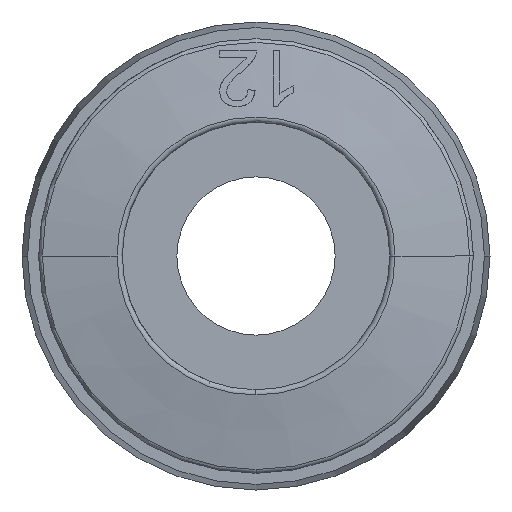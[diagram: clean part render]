
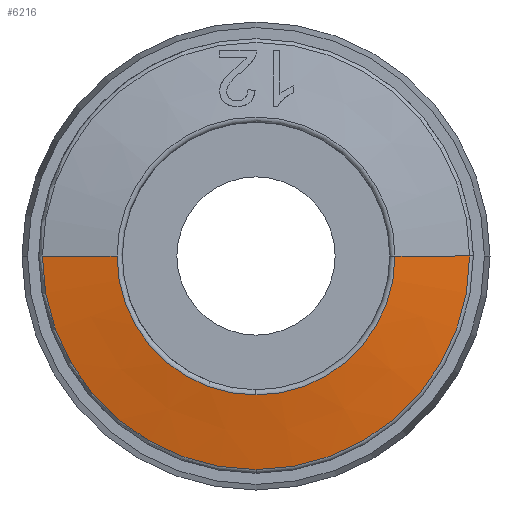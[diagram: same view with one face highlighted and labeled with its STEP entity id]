
A CAD part, left-side view. The second image highlights one B-rep face of the part: STEP entity #6216.
In plain terms, the highlighted conical face has half-angle 80 degrees and reference radius 7.91 mm.
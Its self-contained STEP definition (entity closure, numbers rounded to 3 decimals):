
#5143=CARTESIAN_POINT('',(0.,0.,0.041));
#5144=DIRECTION('',(0.,0.,1.));
#5145=DIRECTION('',(0.,-1.,0.));
#5146=AXIS2_PLACEMENT_3D('',#5143,#5144,#5145);
#5200=CARTESIAN_POINT('',(0.,0.,0.041));
#5201=DIRECTION('',(0.,0.,-1.));
#5202=DIRECTION('',(0.,1.,0.));
#5203=AXIS2_PLACEMENT_3D('',#5200,#5201,#5202);
#5205=DIRECTION('',(0.,-0.985,0.174));
#5206=VECTOR('',#5205,3.402);
#5207=CARTESIAN_POINT('',(0.,-6.235,
0.041));
#5208=LINE('',#5207,#5206);
#5209=CARTESIAN_POINT('',(0.,0.,0.632));
#5210=DIRECTION('',(0.,0.,1.));
#5211=DIRECTION('',(1.,0.,0.));
#5212=AXIS2_PLACEMENT_3D('',#5209,#5210,#5211);
#5219=DIRECTION('',(0.,0.985,0.174));
#5220=VECTOR('',#5219,3.402);
#5221=CARTESIAN_POINT('',(0.,6.235,0.041));
#5222=LINE('',#5221,#5220);
#5865=CARTESIAN_POINT('',(0.,0.,0.632));
#5866=DIRECTION('',(0.,0.,-1.));
#5867=DIRECTION('',(1.,0.,0.));
#5868=AXIS2_PLACEMENT_3D('',#5865,#5866,#5867);
#5885=CARTESIAN_POINT('',(0.,-9.585,
0.632));
#5886=VERTEX_POINT('',#5885);
#5887=CARTESIAN_POINT('',(9.585,0.,
0.632));
#5888=VERTEX_POINT('',#5887);
#5919=CARTESIAN_POINT('',(6.235,0.,
0.041));
#5920=VERTEX_POINT('',#5919);
#5921=CARTESIAN_POINT('',(0.,-6.235,
0.041));
#5923=VERTEX_POINT('',#5921);
#5927=CARTESIAN_POINT('',(0.,6.235,0.041));
#5928=CARTESIAN_POINT('',(0.,9.585,0.632));
#5929=VERTEX_POINT('',#5927);
#5930=VERTEX_POINT('',#5928);
#6200=CARTESIAN_POINT('',(0.,0.,0.337));
#6201=DIRECTION('',(0.,0.,1.));
#6202=DIRECTION('',(0.,1.,0.));
#6203=AXIS2_PLACEMENT_3D('',#6200,#6201,#6202);
#6204=CONICAL_SURFACE('',#6203,7.91,80.);
#6205=ORIENTED_EDGE('',*,*,#6129,.T.);
#6206=ORIENTED_EDGE('',*,*,#6150,.F.);
#6208=ORIENTED_EDGE('',*,*,#6207,.T.);
#6210=ORIENTED_EDGE('',*,*,#6209,.F.);
#6211=ORIENTED_EDGE('',*,*,#6010,.T.);
#6213=ORIENTED_EDGE('',*,*,#6212,.F.);
#6214=EDGE_LOOP('',(#6205,#6206,#6208,#6210,#6211,#6213));
#6215=FACE_OUTER_BOUND('',#6214,.F.);
#6216=ADVANCED_FACE('',(#6215),#6204,.T.);
#5147=CIRCLE('',#5146,6.235);
#5204=CIRCLE('',#5203,6.235);
#5213=CIRCLE('',#5212,9.585);
#5869=CIRCLE('',#5868,9.585);
#6010=EDGE_CURVE('',#5888,#5930,#5213,.T.);
#6129=EDGE_CURVE('',#5929,#5920,#5204,.T.);
#6150=EDGE_CURVE('',#5923,#5920,#5147,.T.);
#6207=EDGE_CURVE('',#5923,#5886,#5208,.T.);
#6209=EDGE_CURVE('',#5888,#5886,#5869,.T.);
#6212=EDGE_CURVE('',#5929,#5930,#5222,.T.);
